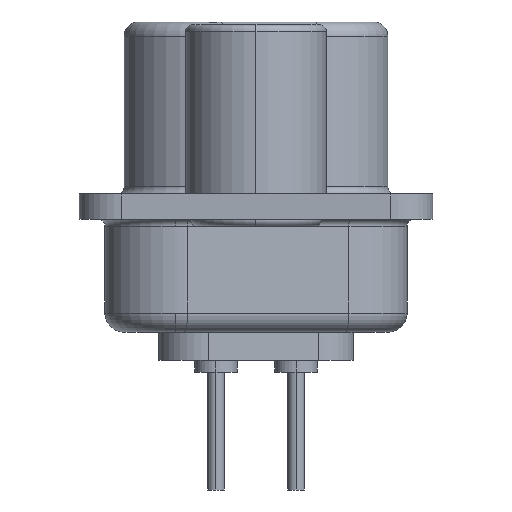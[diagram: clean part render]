
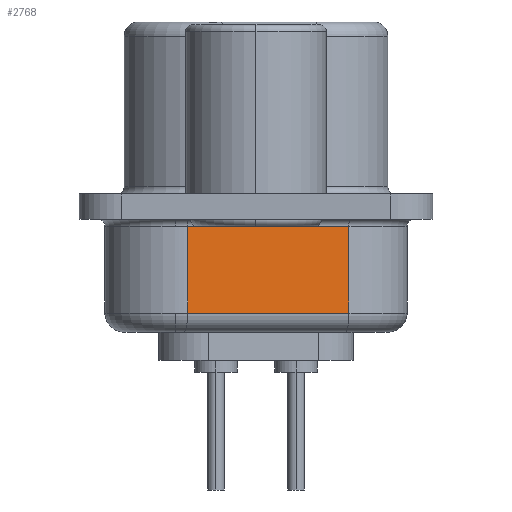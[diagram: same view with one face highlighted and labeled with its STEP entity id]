
A CAD part, left-side view. The second image highlights one B-rep face of the part: STEP entity #2768.
In plain terms, the highlighted planar face has unit normal (-0.985, -0.174, 0).
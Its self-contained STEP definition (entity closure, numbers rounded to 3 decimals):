
#89 = DIRECTION ( 'NONE',  ( 0.174, -0.985, 0. ) ) ;
#91 = CARTESIAN_POINT ( 'NONE',  ( -8.543, -3.294, -3.775 ) ) ;
#690 = CARTESIAN_POINT ( 'NONE',  ( -9.552, 2.426, -0.7 ) ) ;
#691 = DIRECTION ( 'NONE',  ( -0.174, 0.985, 0. ) ) ;
#782 = CARTESIAN_POINT ( 'NONE',  ( -8.543, -3.294, -4.45 ) ) ;
#783 = DIRECTION ( 'NONE',  ( 0., 0., 1. ) ) ;
#895 = CARTESIAN_POINT ( 'NONE',  ( -9.552, 2.426, -4.45 ) ) ;
#896 = DIRECTION ( 'NONE',  ( 0., 0., 1. ) ) ;
#1597 = CARTESIAN_POINT ( 'NONE',  ( -9.552, 2.426, -4.45 ) ) ;
#1599 = PLANE ( 'NONE',  #6193 ) ;
#1601 = DIRECTION ( 'NONE',  ( 0.985, 0.174, 0. ) ) ;
#1602 = DIRECTION ( 'NONE',  ( -0.174, 0.985, 0. ) ) ;
#2000 = CARTESIAN_POINT ( 'NONE',  ( -8.543, -3.294, -3.775 ) ) ;
#2056 = CARTESIAN_POINT ( 'NONE',  ( -8.543, -3.294, -0.7 ) ) ;
#2061 = CARTESIAN_POINT ( 'NONE',  ( -9.552, 2.426, -0.7 ) ) ;
#2179 = CARTESIAN_POINT ( 'NONE',  ( -9.552, 2.426, -3.775 ) ) ;
#2768 = ADVANCED_FACE ( 'NONE', ( #3924 ), #1599, .F. ) ;
#2861 = ORIENTED_EDGE ( 'NONE', *, *, #6499, .F. ) ;
#2862 = ORIENTED_EDGE ( 'NONE', *, *, #5749, .T. ) ;
#2863 = ORIENTED_EDGE ( 'NONE', *, *, #6384, .T. ) ;
#2864 = ORIENTED_EDGE ( 'NONE', *, *, #6299, .T. ) ;
#3279 = VERTEX_POINT ( 'NONE', #2000 ) ;
#3332 = VERTEX_POINT ( 'NONE', #2056 ) ;
#3337 = VERTEX_POINT ( 'NONE', #2061 ) ;
#3455 = VERTEX_POINT ( 'NONE', #2179 ) ;
#3924 = FACE_OUTER_BOUND ( 'NONE', #5194, .T. ) ;
#4306 = LINE ( 'NONE', #91, #4310 ) ;
#4310 = VECTOR ( 'NONE', #89, 1000. ) ;
#4611 = LINE ( 'NONE', #690, #4614 ) ;
#4614 = VECTOR ( 'NONE', #691, 1000. ) ;
#5194 = EDGE_LOOP ( 'NONE', ( #2861, #2862, #2863, #2864 ) ) ;
#5314 = LINE ( 'NONE', #782, #5316 ) ;
#5316 = VECTOR ( 'NONE', #783, 1000. ) ;
#5370 = LINE ( 'NONE', #895, #5373 ) ;
#5373 = VECTOR ( 'NONE', #896, 1000. ) ;
#5749 = EDGE_CURVE ( 'NONE', #3455, #3279, #4306, .T. ) ;
#6193 = AXIS2_PLACEMENT_3D ( 'NONE', #1597, #1601, #1602 ) ;
#6299 = EDGE_CURVE ( 'NONE', #3332, #3337, #4611, .T. ) ;
#6384 = EDGE_CURVE ( 'NONE', #3279, #3332, #5314, .T. ) ;
#6499 = EDGE_CURVE ( 'NONE', #3455, #3337, #5370, .T. ) ;
